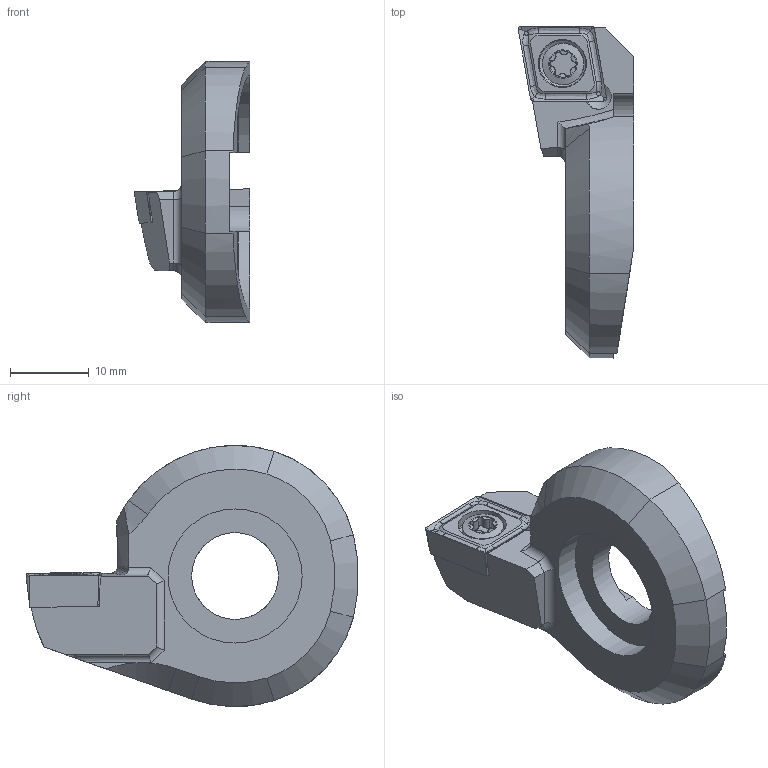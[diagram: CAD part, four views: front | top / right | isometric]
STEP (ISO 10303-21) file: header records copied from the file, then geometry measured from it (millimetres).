
FILE_DESCRIPTION (( 'STEP AP214' ), '1' );
FILE_NAME ('AV6.WCB.001.013.STEP', '2021-12-21T08:22:37', ( '' ), ( '' ), 'SwSTEP 2.0', 'SolidWorks 2017', '' );
FILE_SCHEMA (( 'AUTOMOTIVE_DESIGN' ));
Length unit declared in the file: millimetre
Products named in the file (4): CCMT09T304; AV6.WCB.001.013; AV6-WCB.001.013_A_fertigbearbeitet; WCB-ER2.001.009_A
Assembly tree (3 placements, depth 2):
  AV6.WCB.001.013
    AV6-WCB.001.013_A_fertigbearbeitet
    CCMT09T304
    WCB-ER2.001.009_A
Bounding box: 14.65 x 42.08 x 33.1 mm (x, y, z)
Volume: 5813.8 mm3; surface area: 3632.3 mm2
Topology: 3 solids, 3 shells, 136 faces, 363 edges, 225 vertices
Faces by surface type: plane 51, cylinder 37, cone 29, bspline 12, torus 6, sphere 1
Full cylindrical faces by diameter (mm): 3.3 x2, 4 x1, 4.4 x1, 5.25 x1, 6.1 x1, 11 x1, 17 x1
Entity records: 4537 total; most frequent: CARTESIAN_POINT 1333, ORIENTED_EDGE 670, DIRECTION 578, EDGE_CURVE 335, VERTEX_POINT 220, AXIS2_PLACEMENT_3D 212, EDGE_LOOP 157, LINE 154
